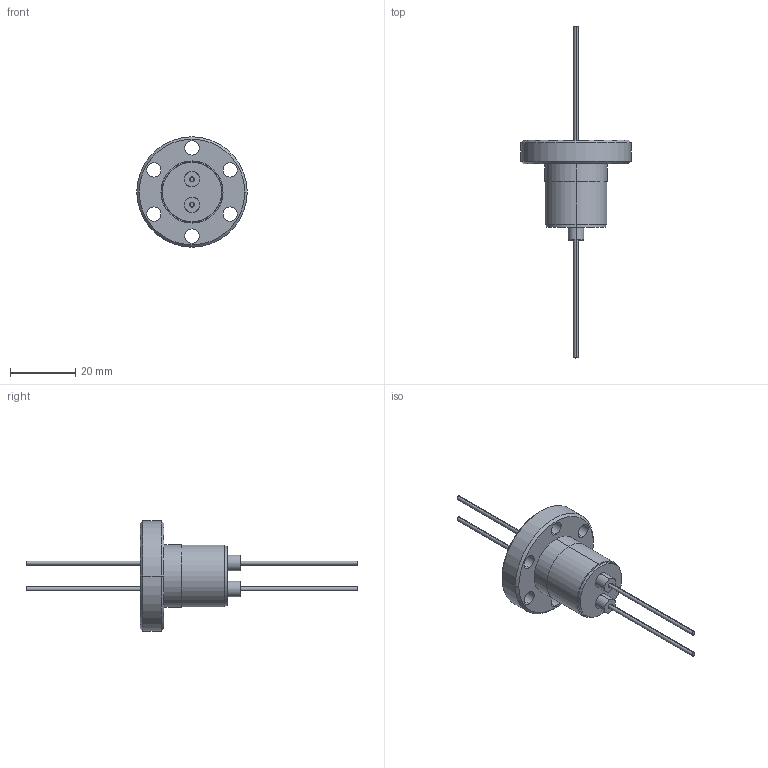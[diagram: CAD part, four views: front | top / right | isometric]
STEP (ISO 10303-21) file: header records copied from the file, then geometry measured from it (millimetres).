
FILE_DESCRIPTION (( 'STEP AP214' ), '1' );
FILE_NAME ('420XST016-1-20-2.step', '2017-07-10T09:36:11', ( 'install' ), ( '' ), 'SwSTEP 2.0', 'SolidWorks 2015', '' );
FILE_SCHEMA (( 'AUTOMOTIVE_DESIGN' ));
Length unit declared in the file: inch
Products named in the file (1): 420XST016-1-20-2
Bounding box: 33.78 x 101.6 x 33.78 mm (x, y, z)
Surface area: 5881.4 mm2 (no closed solid volume)
Topology: 0 solids, 7 shells, 52 faces, 124 edges, 84 vertices
Faces by surface type: cylinder 34, plane 12, cone 6
Entity records: 2893 total; most frequent: CARTESIAN_POINT 891, DIRECTION 290, ORIENTED_EDGE 226, AXIS2_PLACEMENT_3D 125, EDGE_CURVE 124, VERTEX_POINT 84, EDGE_LOOP 73, CIRCLE 72
